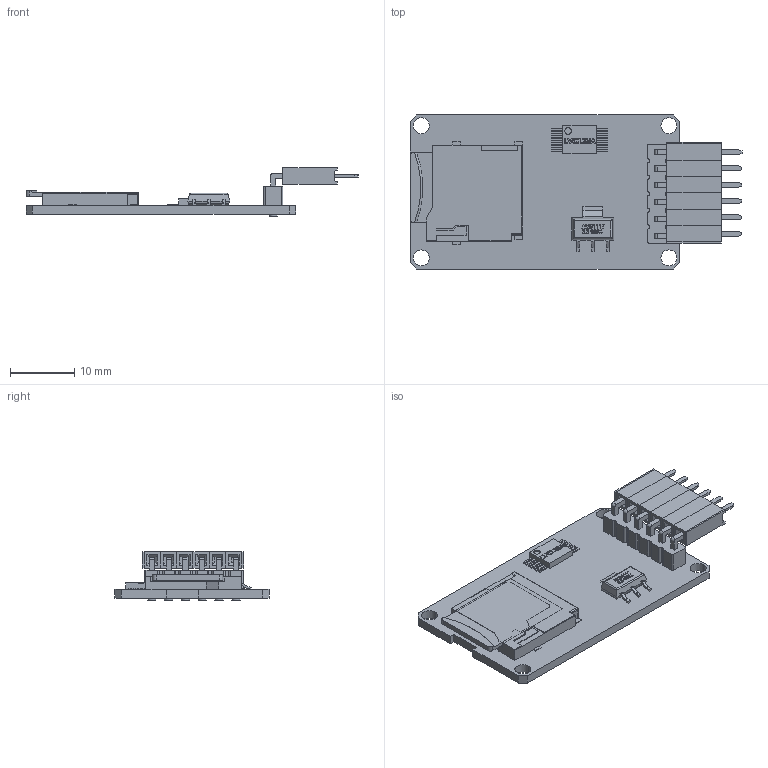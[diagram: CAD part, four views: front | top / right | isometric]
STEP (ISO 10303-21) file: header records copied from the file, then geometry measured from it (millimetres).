
FILE_DESCRIPTION (( 'STEP AP203' ), '1' );
FILE_NAME ('MicroSD v2.STEP', '2025-04-25T02:15:29', ( '' ), ( '' ), 'SwSTEP 2.0', 'SolidWorks 2023', '' );
FILE_SCHEMA (( 'CONFIG_CONTROL_DESIGN' ));
Length unit declared in the file: millimetre
Products named in the file (8): sdreader.stp; MicroSD Reader Assembly.stp; MicroSD v2; AMS1117.stp; PPPC021LFBN-RC_C06.STEP; Pin - Tin.STEP; PPTC061LFBNRC--3DModel-STEP-269445.STEP; card sd.stp
Assembly tree (12 placements, depth 3):
  MicroSD v2
    MicroSD Reader Assembly.stp
      sdreader.stp
      AMS1117.stp
      card sd.stp
    PPTC061LFBNRC--3DModel-STEP-269445.STEP
      PPPC021LFBN-RC_C06.STEP
      Pin - Tin.STEP  x6
Bounding box: 51.71 x 24 x 7.55 mm (x, y, z)
Volume: 2336.6 mm3; surface area: 4159.6 mm2
Topology: 17 solids, 17 shells, 710 faces, 2022 edges, 1400 vertices
Faces by surface type: plane 578, cylinder 92, bspline 38, torus 1, cone 1
Entity records: 25605 total; most frequent: CARTESIAN_POINT 7225, ORIENTED_EDGE 3864, DIRECTION 3172, EDGE_CURVE 1932, VECTOR 1540, LINE 1540, VERTEX_POINT 1340, AXIS2_PLACEMENT_3D 816
